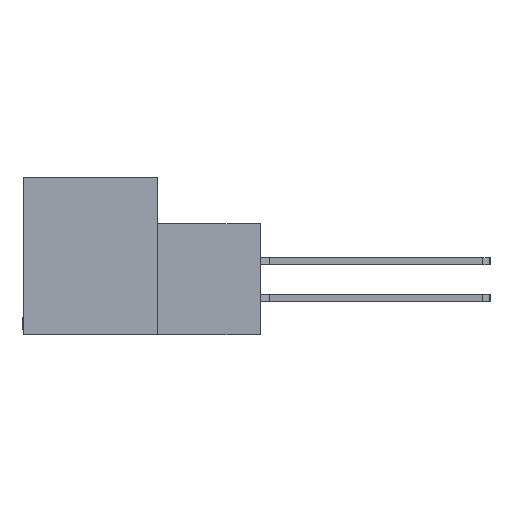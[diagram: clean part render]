
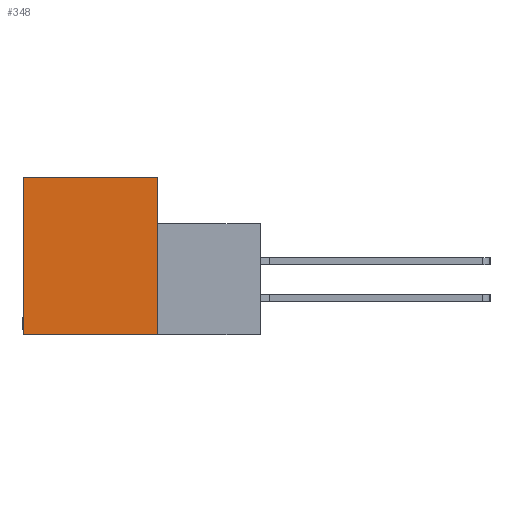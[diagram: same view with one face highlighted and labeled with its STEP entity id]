
A CAD part, left-side view. The second image highlights one B-rep face of the part: STEP entity #348.
In plain terms, the highlighted planar face has unit normal (-1, 0, 0).
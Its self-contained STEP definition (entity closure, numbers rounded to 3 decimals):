
#110 = ORIENTED_EDGE ( 'NONE', *, *, #32906, .F. ) ;
#348 = ADVANCED_FACE ( 'NONE', ( #32023 ), #32538, .F. ) ;
#502 = CARTESIAN_POINT ( 'NONE',  ( 0., 0., 0. ) ) ;
#2247 = VECTOR ( 'NONE', #2744, 1000. ) ;
#2251 = ORIENTED_EDGE ( 'NONE', *, *, #6461, .F. ) ;
#2623 = LINE ( 'NONE', #14157, #11365 ) ;
#2744 = DIRECTION ( 'NONE',  ( 0., 0., 1. ) ) ;
#6461 = EDGE_CURVE ( 'NONE', #33039, #25345, #20920, .T. ) ;
#7748 = VERTEX_POINT ( 'NONE', #12996 ) ;
#7822 = DIRECTION ( 'NONE',  ( 0., 0., -1. ) ) ;
#9395 = CARTESIAN_POINT ( 'NONE',  ( 0., 11.506, 0. ) ) ;
#9853 = CARTESIAN_POINT ( 'NONE',  ( 0., 11.506, -13.487 ) ) ;
#11147 = ORIENTED_EDGE ( 'NONE', *, *, #11824, .F. ) ;
#11365 = VECTOR ( 'NONE', #17248, 1000. ) ;
#11824 = EDGE_CURVE ( 'NONE', #19476, #33039, #19775, .T. ) ;
#12996 = CARTESIAN_POINT ( 'NONE',  ( 0., 0., -13.487 ) ) ;
#14157 = CARTESIAN_POINT ( 'NONE',  ( 0., -8.814, -13.487 ) ) ;
#14886 = DIRECTION ( 'NONE',  ( 0., 0., -1. ) ) ;
#17248 = DIRECTION ( 'NONE',  ( 0., 1., 0. ) ) ;
#18970 = DIRECTION ( 'NONE',  ( 0., -1., 0. ) ) ;
#19476 = VERTEX_POINT ( 'NONE', #9853 ) ;
#19775 = LINE ( 'NONE', #36990, #2247 ) ;
#20482 = EDGE_CURVE ( 'NONE', #7748, #19476, #2623, .T. ) ;
#20920 = LINE ( 'NONE', #9395, #28182 ) ;
#21405 = CARTESIAN_POINT ( 'NONE',  ( 0., 11.506, 0. ) ) ;
#23399 = AXIS2_PLACEMENT_3D ( 'NONE', #502, #26422, #7822 ) ;
#25345 = VERTEX_POINT ( 'NONE', #38094 ) ;
#26422 = DIRECTION ( 'NONE',  ( 1., 0., 0. ) ) ;
#28182 = VECTOR ( 'NONE', #18970, 1000. ) ;
#28742 = LINE ( 'NONE', #30205, #32621 ) ;
#29690 = ORIENTED_EDGE ( 'NONE', *, *, #20482, .F. ) ;
#30205 = CARTESIAN_POINT ( 'NONE',  ( 0., 0., 0. ) ) ;
#31080 = EDGE_LOOP ( 'NONE', ( #29690, #110, #2251, #11147 ) ) ;
#32023 = FACE_OUTER_BOUND ( 'NONE', #31080, .T. ) ;
#32538 = PLANE ( 'NONE',  #23399 ) ;
#32621 = VECTOR ( 'NONE', #14886, 1000. ) ;
#32906 = EDGE_CURVE ( 'NONE', #25345, #7748, #28742, .T. ) ;
#33039 = VERTEX_POINT ( 'NONE', #21405 ) ;
#36990 = CARTESIAN_POINT ( 'NONE',  ( 0., 11.506, -13.487 ) ) ;
#38094 = CARTESIAN_POINT ( 'NONE',  ( 0., 0., 0. ) ) ;
